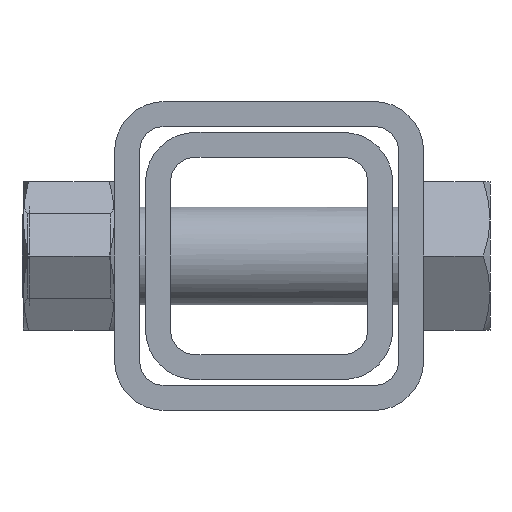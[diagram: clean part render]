
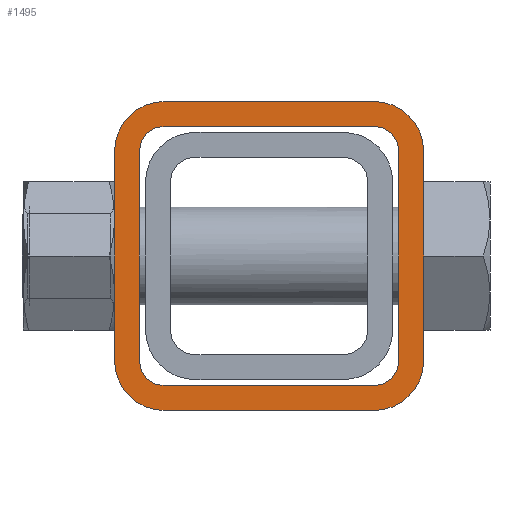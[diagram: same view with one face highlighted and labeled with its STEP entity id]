
A CAD part, front view. The second image highlights one B-rep face of the part: STEP entity #1495.
In plain terms, the highlighted face is planar.
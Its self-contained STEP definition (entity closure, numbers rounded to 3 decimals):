
#164=FACE_BOUND('',#352,.T.);
#187=PLANE('',#1824);
#248=FACE_OUTER_BOUND('',#351,.T.);
#351=EDGE_LOOP('',(#1217,#1218,#1219,#1220,#1221,#1222,#1223,#1224));
#352=EDGE_LOOP('',(#1225,#1226,#1227,#1228,#1229,#1230,#1231,#1232));
#441=LINE('',#2551,#536);
#446=LINE('',#2564,#541);
#450=LINE('',#2578,#545);
#455=LINE('',#2591,#550);
#459=LINE('',#2603,#554);
#462=LINE('',#2614,#557);
#466=LINE('',#2624,#561);
#470=LINE('',#2636,#565);
#536=VECTOR('',#2097,10.);
#541=VECTOR('',#2110,10.);
#545=VECTOR('',#2122,10.);
#550=VECTOR('',#2135,10.);
#554=VECTOR('',#2147,10.);
#557=VECTOR('',#2158,10.);
#561=VECTOR('',#2170,10.);
#565=VECTOR('',#2182,10.);
#622=CIRCLE('',#1795,4.);
#624=CIRCLE('',#1799,4.);
#626=CIRCLE('',#1803,8.);
#628=CIRCLE('',#1807,8.);
#630=CIRCLE('',#1811,4.);
#632=CIRCLE('',#1815,4.);
#634=CIRCLE('',#1819,8.);
#636=CIRCLE('',#1823,8.);
#717=VERTEX_POINT('',#2548);
#718=VERTEX_POINT('',#2550);
#720=VERTEX_POINT('',#2556);
#722=VERTEX_POINT('',#2562);
#724=VERTEX_POINT('',#2568);
#727=VERTEX_POINT('',#2575);
#728=VERTEX_POINT('',#2577);
#730=VERTEX_POINT('',#2583);
#732=VERTEX_POINT('',#2589);
#734=VERTEX_POINT('',#2595);
#736=VERTEX_POINT('',#2601);
#738=VERTEX_POINT('',#2607);
#740=VERTEX_POINT('',#2613);
#742=VERTEX_POINT('',#2622);
#744=VERTEX_POINT('',#2628);
#746=VERTEX_POINT('',#2634);
#874=EDGE_CURVE('',#718,#717,#441,.T.);
#878=EDGE_CURVE('',#717,#720,#622,.T.);
#881=EDGE_CURVE('',#720,#722,#446,.T.);
#884=EDGE_CURVE('',#722,#724,#624,.T.);
#887=EDGE_CURVE('',#728,#727,#450,.T.);
#891=EDGE_CURVE('',#727,#730,#626,.T.);
#894=EDGE_CURVE('',#730,#732,#455,.T.);
#897=EDGE_CURVE('',#732,#734,#628,.T.);
#900=EDGE_CURVE('',#724,#736,#459,.T.);
#902=EDGE_CURVE('',#738,#718,#630,.T.);
#905=EDGE_CURVE('',#740,#738,#462,.T.);
#908=EDGE_CURVE('',#736,#740,#632,.T.);
#911=EDGE_CURVE('',#734,#742,#466,.T.);
#914=EDGE_CURVE('',#742,#744,#634,.T.);
#917=EDGE_CURVE('',#744,#746,#470,.T.);
#919=EDGE_CURVE('',#746,#728,#636,.T.);
#1217=ORIENTED_EDGE('',*,*,#911,.T.);
#1218=ORIENTED_EDGE('',*,*,#914,.T.);
#1219=ORIENTED_EDGE('',*,*,#917,.T.);
#1220=ORIENTED_EDGE('',*,*,#919,.T.);
#1221=ORIENTED_EDGE('',*,*,#887,.T.);
#1222=ORIENTED_EDGE('',*,*,#891,.T.);
#1223=ORIENTED_EDGE('',*,*,#894,.T.);
#1224=ORIENTED_EDGE('',*,*,#897,.T.);
#1225=ORIENTED_EDGE('',*,*,#900,.T.);
#1226=ORIENTED_EDGE('',*,*,#908,.T.);
#1227=ORIENTED_EDGE('',*,*,#905,.T.);
#1228=ORIENTED_EDGE('',*,*,#902,.T.);
#1229=ORIENTED_EDGE('',*,*,#874,.T.);
#1230=ORIENTED_EDGE('',*,*,#878,.T.);
#1231=ORIENTED_EDGE('',*,*,#881,.T.);
#1232=ORIENTED_EDGE('',*,*,#884,.T.);
#1495=ADVANCED_FACE('',(#248,#164),#187,.F.);
#1795=AXIS2_PLACEMENT_3D('',#2558,#2104,#2105);
#1799=AXIS2_PLACEMENT_3D('',#2570,#2116,#2117);
#1803=AXIS2_PLACEMENT_3D('',#2585,#2129,#2130);
#1807=AXIS2_PLACEMENT_3D('',#2597,#2141,#2142);
#1811=AXIS2_PLACEMENT_3D('',#2608,#2152,#2153);
#1815=AXIS2_PLACEMENT_3D('',#2618,#2164,#2165);
#1819=AXIS2_PLACEMENT_3D('',#2630,#2176,#2177);
#1823=AXIS2_PLACEMENT_3D('',#2639,#2187,#2188);
#1824=AXIS2_PLACEMENT_3D('',#2640,#2189,#2190);
#2097=DIRECTION('',(1.,0.,0.));
#2104=DIRECTION('center_axis',(0.,0.,
1.));
#2105=DIRECTION('ref_axis',(0.,1.,0.));
#2110=DIRECTION('',(0.,1.,0.));
#2116=DIRECTION('center_axis',(0.,0.,
1.));
#2117=DIRECTION('ref_axis',(-1.,0.,0.));
#2122=DIRECTION('',(0.,-1.,0.));
#2129=DIRECTION('center_axis',(0.,0.,
-1.));
#2130=DIRECTION('ref_axis',(0.,1.,0.));
#2135=DIRECTION('',(-1.,0.,0.));
#2141=DIRECTION('center_axis',(0.,0.,
-1.));
#2142=DIRECTION('ref_axis',(1.,0.,0.));
#2147=DIRECTION('',(-1.,0.,0.));
#2152=DIRECTION('center_axis',(0.,0.,
1.));
#2153=DIRECTION('ref_axis',(1.,0.,0.));
#2158=DIRECTION('',(0.,-1.,0.));
#2164=DIRECTION('center_axis',(0.,0.,
1.));
#2165=DIRECTION('ref_axis',(0.,-1.,0.));
#2170=DIRECTION('',(0.,1.,0.));
#2176=DIRECTION('center_axis',(0.,0.,
-1.));
#2177=DIRECTION('ref_axis',(0.,-1.,0.));
#2182=DIRECTION('',(1.,0.,0.));
#2187=DIRECTION('center_axis',(0.,0.,
-1.));
#2188=DIRECTION('ref_axis',(-1.,0.,0.));
#2189=DIRECTION('center_axis',(0.,0.,
1.));
#2190=DIRECTION('ref_axis',(1.,0.,0.));
#2548=CARTESIAN_POINT('',(17.,-21.,0.));
#2550=CARTESIAN_POINT('',(-17.,-21.,0.));
#2551=CARTESIAN_POINT('',(8.5,-21.,0.));
#2556=CARTESIAN_POINT('',(21.,-17.,0.));
#2558=CARTESIAN_POINT('Origin',(17.,-17.,0.));
#2562=CARTESIAN_POINT('',(21.,17.,0.));
#2564=CARTESIAN_POINT('',(21.,8.5,0.));
#2568=CARTESIAN_POINT('',(17.,21.,0.));
#2570=CARTESIAN_POINT('Origin',(17.,17.,0.));
#2575=CARTESIAN_POINT('',(25.,-17.,0.));
#2577=CARTESIAN_POINT('',(25.,17.,0.));
#2578=CARTESIAN_POINT('',(25.,8.5,0.));
#2583=CARTESIAN_POINT('',(17.,-25.,0.));
#2585=CARTESIAN_POINT('Origin',(17.,-17.,0.));
#2589=CARTESIAN_POINT('',(-17.,-25.,0.));
#2591=CARTESIAN_POINT('',(8.5,-25.,0.));
#2595=CARTESIAN_POINT('',(-25.,-17.,0.));
#2597=CARTESIAN_POINT('Origin',(-17.,-17.,0.));
#2601=CARTESIAN_POINT('',(-17.,21.,0.));
#2603=CARTESIAN_POINT('',(-8.5,21.,0.));
#2607=CARTESIAN_POINT('',(-21.,-17.,0.));
#2608=CARTESIAN_POINT('Origin',(-17.,-17.,0.));
#2613=CARTESIAN_POINT('',(-21.,17.,0.));
#2614=CARTESIAN_POINT('',(-21.,-8.5,0.));
#2618=CARTESIAN_POINT('Origin',(-17.,17.,0.));
#2622=CARTESIAN_POINT('',(-25.,17.,0.));
#2624=CARTESIAN_POINT('',(-25.,-8.5,0.));
#2628=CARTESIAN_POINT('',(-17.,25.,0.));
#2630=CARTESIAN_POINT('Origin',(-17.,17.,0.));
#2634=CARTESIAN_POINT('',(17.,25.,0.));
#2636=CARTESIAN_POINT('',(-8.5,25.,0.));
#2639=CARTESIAN_POINT('Origin',(17.,17.,0.));
#2640=CARTESIAN_POINT('Origin',(0.,0.,
0.));
